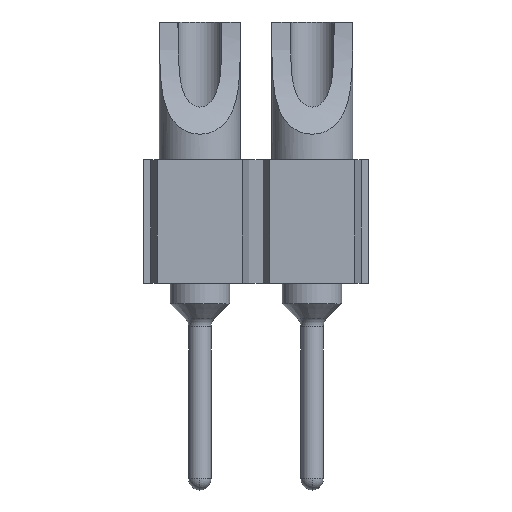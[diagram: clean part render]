
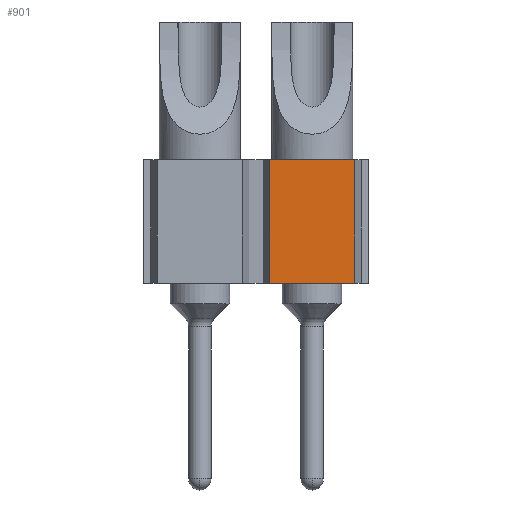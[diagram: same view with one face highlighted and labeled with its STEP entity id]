
A CAD part, top view. The second image highlights one B-rep face of the part: STEP entity #901.
In plain terms, the highlighted planar face has unit normal (0, 0, 1).
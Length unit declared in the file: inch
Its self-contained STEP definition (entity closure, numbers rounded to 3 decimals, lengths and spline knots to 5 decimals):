
#18 = EDGE_CURVE ( 'NONE', #1115, #308, #1510, .T. ) ;
#57 = VECTOR ( 'NONE', #1762, 39.37008 ) ;
#179 = VECTOR ( 'NONE', #532, 39.37008 ) ;
#210 = CARTESIAN_POINT ( 'NONE',  ( 0.1, -0.11, 0. ) ) ;
#213 = CARTESIAN_POINT ( 'NONE',  ( 0., -0.11, 0. ) ) ;
#235 = CARTESIAN_POINT ( 'NONE',  ( 0.17593, -0.11, 0. ) ) ;
#244 = FACE_OUTER_BOUND ( 'NONE', #1041, .T. ) ;
#308 = VERTEX_POINT ( 'NONE', #649 ) ;
#337 = VERTEX_POINT ( 'NONE', #235 ) ;
#342 = VERTEX_POINT ( 'NONE', #210 ) ;
#461 = AXIS2_PLACEMENT_3D ( 'NONE', #1092, #1100, #1531 ) ;
#532 = DIRECTION ( 'NONE',  ( 0., 1., 0. ) ) ;
#559 = VECTOR ( 'NONE', #921, 39.37008 ) ;
#649 = CARTESIAN_POINT ( 'NONE',  ( 0.17593, 0., 0. ) ) ;
#800 = CARTESIAN_POINT ( 'NONE',  ( 0.17593, -0.11, 0. ) ) ;
#813 = CARTESIAN_POINT ( 'NONE',  ( 0.1, -0.11, 0. ) ) ;
#898 = VECTOR ( 'NONE', #940, 39.37008 ) ;
#899 = ORIENTED_EDGE ( 'NONE', *, *, #1250, .T. ) ;
#901 = ADVANCED_FACE ( 'NONE', ( #244 ), #1812, .T. ) ;
#907 = LINE ( 'NONE', #213, #57 ) ;
#921 = DIRECTION ( 'NONE',  ( 0., 1., 0. ) ) ;
#940 = DIRECTION ( 'NONE',  ( 1., 0., 0. ) ) ;
#952 = ORIENTED_EDGE ( 'NONE', *, *, #18, .F. ) ;
#966 = ORIENTED_EDGE ( 'NONE', *, *, #1631, .T. ) ;
#1001 = CARTESIAN_POINT ( 'NONE',  ( 0.1, 0., 0. ) ) ;
#1041 = EDGE_LOOP ( 'NONE', ( #1440, #899, #966, #952 ) ) ;
#1060 = CARTESIAN_POINT ( 'NONE',  ( 0., 0., 0. ) ) ;
#1092 = CARTESIAN_POINT ( 'NONE',  ( 0., -0.11, 0. ) ) ;
#1100 = DIRECTION ( 'NONE',  ( 0., 0., 1. ) ) ;
#1115 = VERTEX_POINT ( 'NONE', #1001 ) ;
#1211 = LINE ( 'NONE', #800, #179 ) ;
#1222 = LINE ( 'NONE', #813, #559 ) ;
#1250 = EDGE_CURVE ( 'NONE', #342, #337, #907, .T. ) ;
#1330 = EDGE_CURVE ( 'NONE', #342, #1115, #1222, .T. ) ;
#1440 = ORIENTED_EDGE ( 'NONE', *, *, #1330, .F. ) ;
#1510 = LINE ( 'NONE', #1060, #898 ) ;
#1531 = DIRECTION ( 'NONE',  ( 1., 0., 0. ) ) ;
#1631 = EDGE_CURVE ( 'NONE', #337, #308, #1211, .T. ) ;
#1762 = DIRECTION ( 'NONE',  ( 1., 0., 0. ) ) ;
#1812 = PLANE ( 'NONE',  #461 ) ;
